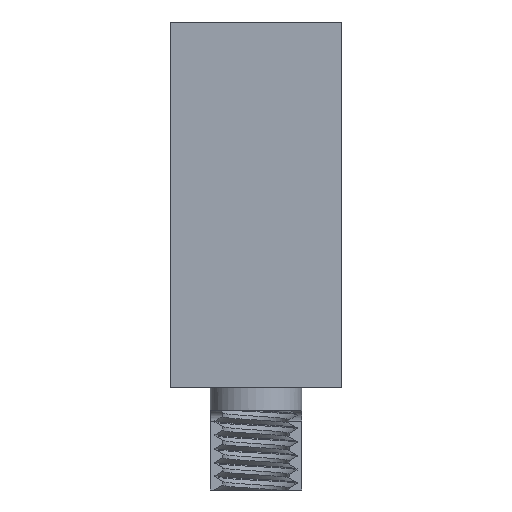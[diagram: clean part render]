
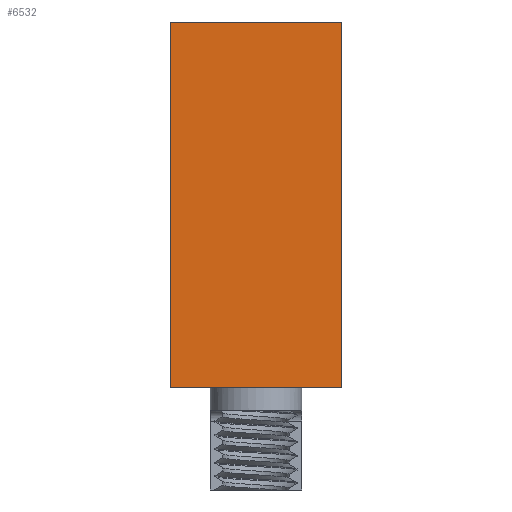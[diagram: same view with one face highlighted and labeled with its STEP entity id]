
A CAD part, left-side view. The second image highlights one B-rep face of the part: STEP entity #6532.
In plain terms, the highlighted planar face has unit normal (-1, 0, 0).
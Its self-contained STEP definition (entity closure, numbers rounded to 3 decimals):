
#302=PLANE('',#6828);
#622=FACE_OUTER_BOUND('',#992,.T.);
#992=EDGE_LOOP('',(#5816,#5817,#5818,#5819));
#1722=LINE('',#10071,#2164);
#1910=LINE('',#11646,#2352);
#1970=LINE('',#17258,#2412);
#1975=LINE('',#17269,#2417);
#2164=VECTOR('',#7120,10.);
#2352=VECTOR('',#7572,10.);
#2412=VECTOR('',#7750,10.);
#2417=VECTOR('',#7763,10.);
#2688=VERTEX_POINT('',#10064);
#2691=VERTEX_POINT('',#10069);
#2925=VERTEX_POINT('',#11643);
#2926=VERTEX_POINT('',#11645);
#3439=EDGE_CURVE('',#2688,#2691,#1722,.T.);
#3787=EDGE_CURVE('',#2925,#2926,#1910,.T.);
#3991=EDGE_CURVE('',#2925,#2688,#1970,.T.);
#3996=EDGE_CURVE('',#2926,#2691,#1975,.T.);
#5816=ORIENTED_EDGE('',*,*,#3991,.T.);
#5817=ORIENTED_EDGE('',*,*,#3439,.T.);
#5818=ORIENTED_EDGE('',*,*,#3996,.F.);
#5819=ORIENTED_EDGE('',*,*,#3787,.F.);
#6532=ADVANCED_FACE('',(#622),#302,.T.);
#6828=AXIS2_PLACEMENT_3D('',#17268,#7761,#7762);
#7120=DIRECTION('',(0.,0.,1.));
#7572=DIRECTION('',(0.,0.,1.));
#7750=DIRECTION('',(0.,-1.,0.));
#7761=DIRECTION('center_axis',(-1.,0.,0.));
#7762=DIRECTION('ref_axis',(0.,-1.,0.));
#7763=DIRECTION('',(0.,-1.,0.));
#10064=CARTESIAN_POINT('',(0.,0.,0.));
#10069=CARTESIAN_POINT('',(0.,0.,16.));
#10071=CARTESIAN_POINT('',(0.,0.,0.));
#11643=CARTESIAN_POINT('',(0.,7.5,0.));
#11645=CARTESIAN_POINT('',(0.,7.5,16.));
#11646=CARTESIAN_POINT('',(0.,7.5,0.));
#17258=CARTESIAN_POINT('',(0.,7.5,0.));
#17268=CARTESIAN_POINT('Origin',(0.,7.5,0.));
#17269=CARTESIAN_POINT('',(0.,7.5,16.));
